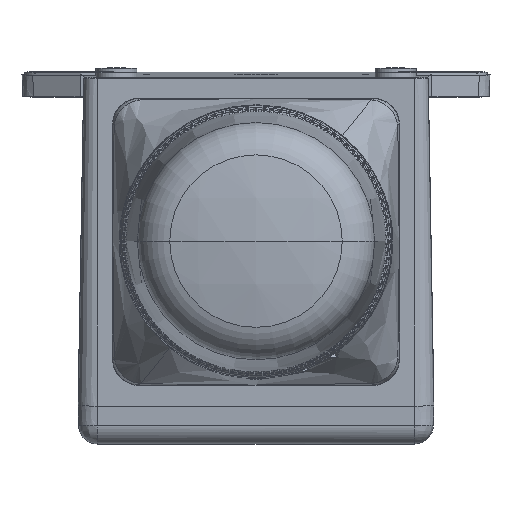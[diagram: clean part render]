
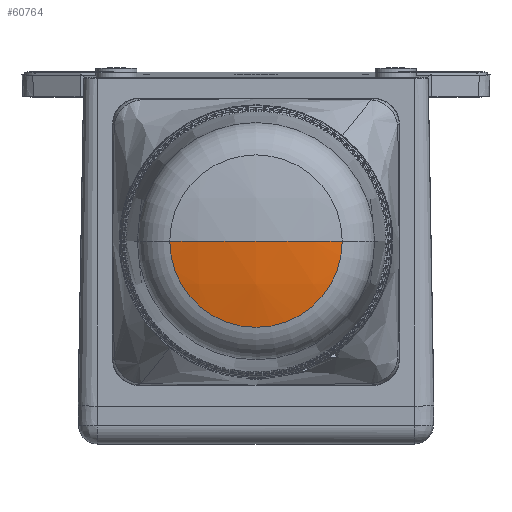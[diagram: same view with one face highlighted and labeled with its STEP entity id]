
A CAD part, top view. The second image highlights one B-rep face of the part: STEP entity #60764.
In plain terms, the highlighted spherical face has radius 150 mm.
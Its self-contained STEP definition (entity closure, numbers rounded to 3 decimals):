
#81 = AXIS2_PLACEMENT_3D ( 'NONE', #62619, #50290, #8052 ) ;
#1377 = CARTESIAN_POINT ( 'NONE',  ( 0., -29.496, 130.834 ) ) ;
#3392 = DIRECTION ( 'NONE',  ( 0., -1., 0. ) ) ;
#3755 = AXIS2_PLACEMENT_3D ( 'NONE', #68320, #54837, #12595 ) ;
#4446 = EDGE_CURVE ( 'NONE', #28896, #40079, #13960, .T. ) ;
#7229 = EDGE_CURVE ( 'NONE', #28896, #35346, #67981, .T. ) ;
#7258 = FACE_OUTER_BOUND ( 'NONE', #38936, .T. ) ;
#8052 = DIRECTION ( 'NONE',  ( -1., 0., 0. ) ) ;
#10682 = ORIENTED_EDGE ( 'NONE', *, *, #50808, .F. ) ;
#12595 = DIRECTION ( 'NONE',  ( -1., 0., 0. ) ) ;
#13960 = CIRCLE ( 'NONE', #3755, 150. ) ;
#19363 = DIRECTION ( 'NONE',  ( -1., 0., 0. ) ) ;
#26157 = CIRCLE ( 'NONE', #45200, 31.501 ) ;
#28896 = VERTEX_POINT ( 'NONE', #45750 ) ;
#28909 = ORIENTED_EDGE ( 'NONE', *, *, #4446, .F. ) ;
#35346 = VERTEX_POINT ( 'NONE', #39885 ) ;
#38936 = EDGE_LOOP ( 'NONE', ( #28909, #43576, #10682 ) ) ;
#39885 = CARTESIAN_POINT ( 'NONE',  ( -31.501, -29.496, 130.834 ) ) ;
#40079 = VERTEX_POINT ( 'NONE', #65135 ) ;
#42326 = CARTESIAN_POINT ( 'NONE',  ( 0., -29.496, -15.821 ) ) ;
#43576 = ORIENTED_EDGE ( 'NONE', *, *, #7229, .T. ) ;
#45200 = AXIS2_PLACEMENT_3D ( 'NONE', #1377, #73872, #19363 ) ;
#45750 = CARTESIAN_POINT ( 'NONE',  ( 0., -29.496, 134.179 ) ) ;
#47493 = DIRECTION ( 'NONE',  ( 1., 0., 0. ) ) ;
#50290 = DIRECTION ( 'NONE',  ( 0., 1., 0. ) ) ;
#50808 = EDGE_CURVE ( 'NONE', #40079, #35346, #26157, .T. ) ;
#54837 = DIRECTION ( 'NONE',  ( 0., 1., 0. ) ) ;
#56257 = SPHERICAL_SURFACE ( 'NONE', #81, 150. ) ;
#60764 = ADVANCED_FACE ( 'NONE', ( #7258 ), #56257, .T. ) ;
#62619 = CARTESIAN_POINT ( 'NONE',  ( 0., -29.496, -15.821 ) ) ;
#64154 = AXIS2_PLACEMENT_3D ( 'NONE', #42326, #3392, #47493 ) ;
#65135 = CARTESIAN_POINT ( 'NONE',  ( 31.501, -29.496, 130.834 ) ) ;
#67981 = CIRCLE ( 'NONE', #64154, 150. ) ;
#68320 = CARTESIAN_POINT ( 'NONE',  ( 0., -29.496, -15.821 ) ) ;
#73872 = DIRECTION ( 'NONE',  ( 0., 0., -1. ) ) ;
